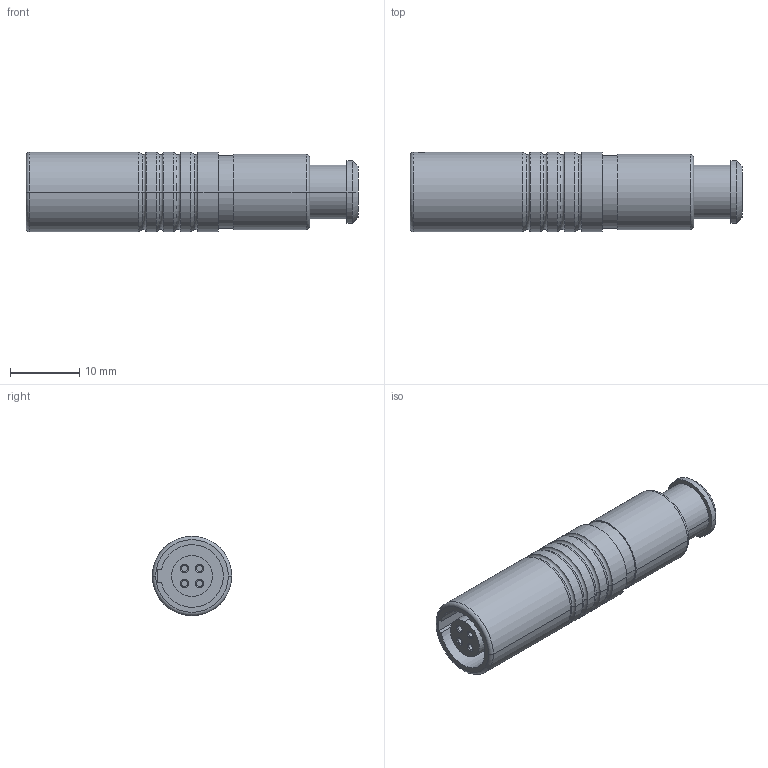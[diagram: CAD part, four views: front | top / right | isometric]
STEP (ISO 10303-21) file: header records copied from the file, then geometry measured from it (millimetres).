
FILE_DESCRIPTION((''),'2;1');
FILE_NAME('K41B0C-P04L','2020-09-04T07:08:35',('RTrager'),(''),'CREO PARAMETRIC BY PTC INC, 2018300','CREO PARAMETRIC BY PTC INC, 2018300','');
FILE_SCHEMA(('AP242_MANAGED_MODEL_BASED_3D_ENGINEERING_MIM_LF { 1 0 10303 442 1 1 4 }'));
Length unit declared in the file: millimetre
Products named in the file (1): K41B0C-P04L
Bounding box: 48 x 11.5 x 11.5 mm (x, y, z)
Volume: 3246.5 mm3; surface area: 3095.4 mm2
Topology: 1 solids, 1 shells, 120 faces, 264 edges, 162 vertices
Faces by surface type: cylinder 61, plane 25, cone 18, torus 16
Entity records: 5193 total; most frequent: CARTESIAN_POINT 770, DIRECTION 632, ORIENTED_EDGE 528, PRESENTATION_STYLE_ASSIGNMENT 333, STYLED_ITEM 268, AXIS2_PLACEMENT_3D 268, CURVE_STYLE 264, EDGE_CURVE 264
